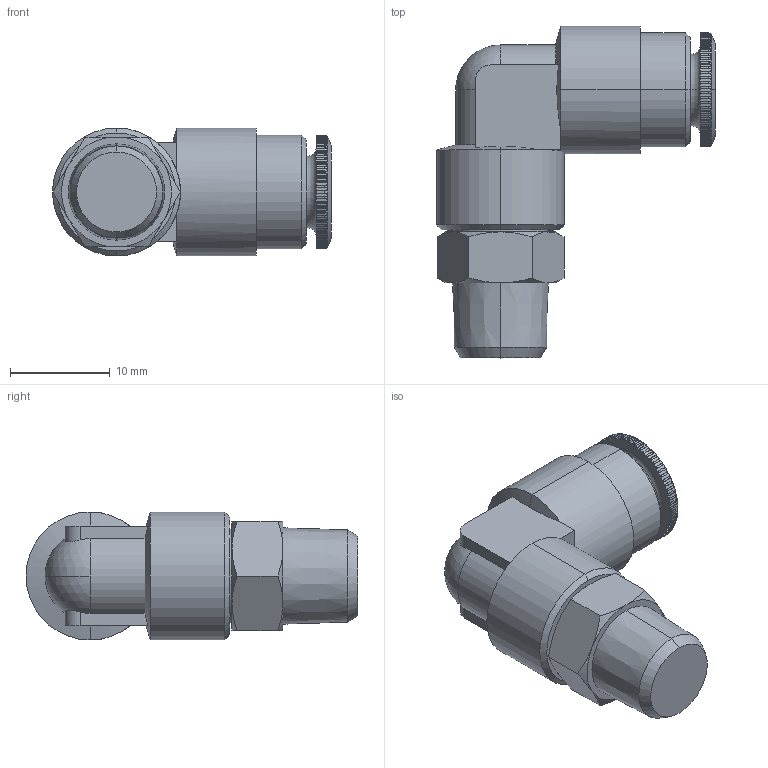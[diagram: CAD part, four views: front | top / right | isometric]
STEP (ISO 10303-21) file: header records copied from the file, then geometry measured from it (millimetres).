
FILE_DESCRIPTION (( 'STEP AP214' ), '1' );
FILE_NAME ('5811100008A.step', '2012-10-16T19:16:26', ( '' ), ( '' ), 'SwSTEP 2.0', 'SolidWorks 2012', '' );
FILE_SCHEMA (( 'AUTOMOTIVE_DESIGN' ));
Length unit declared in the file: millimetre
Products named in the file (1): 5811100008A
Bounding box: 27.9 x 33.2 x 12.8 mm (x, y, z)
Volume: 4694.4 mm3; surface area: 2116.4 mm2
Topology: 1 solids, 1 shells, 355 faces, 1012 edges, 666 vertices
Faces by surface type: plane 235, cylinder 82, cone 30, torus 6, sphere 2
Entity records: 12936 total; most frequent: CARTESIAN_POINT 2885, ORIENTED_EDGE 2024, DIRECTION 1686, EDGE_CURVE 1012, VERTEX_POINT 666, AXIS2_PLACEMENT_3D 573, VECTOR 540, LINE 540
